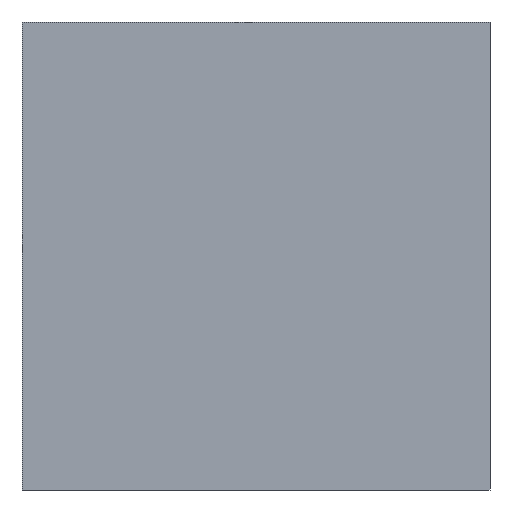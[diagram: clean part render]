
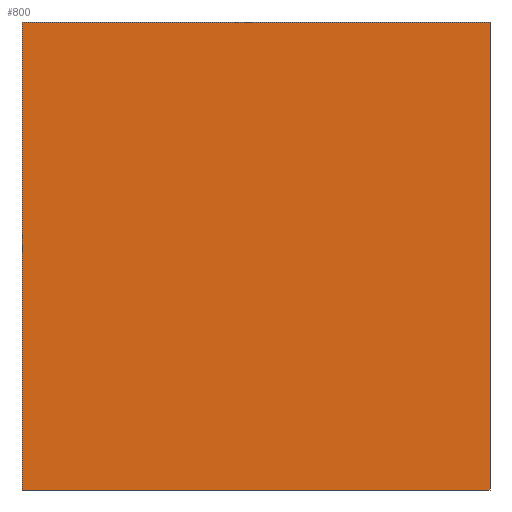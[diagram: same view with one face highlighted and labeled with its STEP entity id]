
A CAD part, front view. The second image highlights one B-rep face of the part: STEP entity #800.
In plain terms, the highlighted planar face has unit normal (0, -1, 0).
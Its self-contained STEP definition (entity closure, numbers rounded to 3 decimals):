
#87=DIRECTION('',(1.,0.,0.));
#88=VECTOR('',#87,0.8);
#89=CARTESIAN_POINT('',(-0.4,-0.8,0.));
#90=LINE('',#89,#88);
#269=DIRECTION('',(0.,0.,1.));
#270=VECTOR('',#269,0.8);
#271=CARTESIAN_POINT('',(0.4,-0.8,0.));
#272=LINE('',#271,#270);
#290=DIRECTION('',(1.,0.,0.));
#291=VECTOR('',#290,0.8);
#292=CARTESIAN_POINT('',(-0.4,-0.8,0.8));
#293=LINE('',#292,#291);
#332=DIRECTION('',(0.,0.,1.));
#333=VECTOR('',#332,0.8);
#334=CARTESIAN_POINT('',(-0.4,-0.8,0.));
#335=LINE('',#334,#333);
#381=CARTESIAN_POINT('',(-0.4,-0.8,0.));
#382=CARTESIAN_POINT('',(0.4,-0.8,0.));
#383=VERTEX_POINT('',#381);
#384=VERTEX_POINT('',#382);
#389=CARTESIAN_POINT('',(-0.4,-0.8,0.8));
#390=CARTESIAN_POINT('',(0.4,-0.8,0.8));
#391=VERTEX_POINT('',#389);
#392=VERTEX_POINT('',#390);
#789=CARTESIAN_POINT('',(-0.4,-0.8,0.));
#790=DIRECTION('',(0.,-1.,0.));
#791=DIRECTION('',(1.,0.,0.));
#792=AXIS2_PLACEMENT_3D('',#789,#790,#791);
#793=PLANE('',#792);
#794=ORIENTED_EDGE('',*,*,#482,.F.);
#795=ORIENTED_EDGE('',*,*,#533,.T.);
#796=ORIENTED_EDGE('',*,*,#746,.T.);
#797=ORIENTED_EDGE('',*,*,#720,.F.);
#798=EDGE_LOOP('',(#794,#795,#796,#797));
#799=FACE_OUTER_BOUND('',#798,.F.);
#800=ADVANCED_FACE('',(#799),#793,.T.);
#482=EDGE_CURVE('',#383,#384,#90,.T.);
#533=EDGE_CURVE('',#383,#391,#335,.T.);
#720=EDGE_CURVE('',#384,#392,#272,.T.);
#746=EDGE_CURVE('',#391,#392,#293,.T.);
